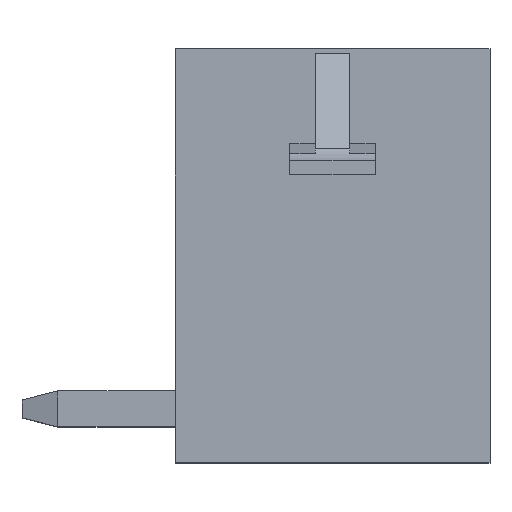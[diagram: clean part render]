
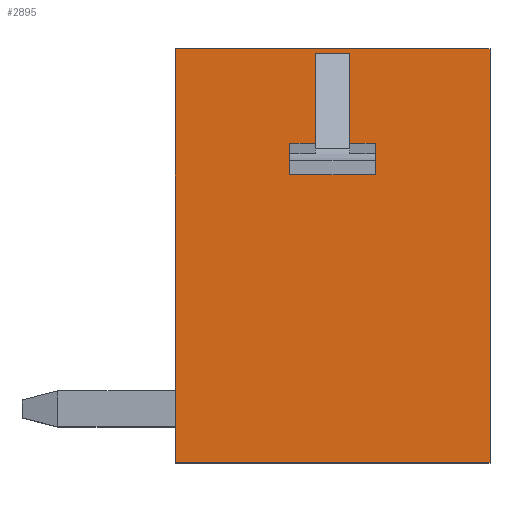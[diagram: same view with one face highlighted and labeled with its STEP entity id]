
A CAD part, top view. The second image highlights one B-rep face of the part: STEP entity #2895.
In plain terms, the highlighted planar face has unit normal (0, 0, 1).
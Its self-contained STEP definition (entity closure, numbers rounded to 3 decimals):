
#756=DIRECTION('',(1.,0.,0.));
#757=VECTOR('',#756,7.);
#758=CARTESIAN_POINT('',(-3.6,-3.853,0.));
#759=LINE('',#758,#757);
#760=DIRECTION('',(0.,-1.,0.));
#761=VECTOR('',#760,9.2);
#762=CARTESIAN_POINT('',(-3.6,5.347,0.));
#763=LINE('',#762,#761);
#764=DIRECTION('',(-1.,0.,0.));
#765=VECTOR('',#764,7.);
#766=CARTESIAN_POINT('',(3.4,5.347,0.));
#767=LINE('',#766,#765);
#768=DIRECTION('',(0.,1.,0.));
#769=VECTOR('',#768,9.2);
#770=CARTESIAN_POINT('',(3.4,-3.853,0.));
#771=LINE('',#770,#769);
#772=DIRECTION('',(0.,1.,0.));
#773=VECTOR('',#772,0.495);
#774=CARTESIAN_POINT('',(0.85,2.747,0.));
#775=LINE('',#774,#773);
#776=DIRECTION('',(-1.,0.,0.));
#777=VECTOR('',#776,0.76);
#778=CARTESIAN_POINT('',(0.28,5.244,0.));
#779=LINE('',#778,#777);
#780=DIRECTION('',(1.,0.,0.));
#781=VECTOR('',#780,0.57);
#782=CARTESIAN_POINT('',(-1.05,3.242,0.));
#783=LINE('',#782,#781);
#784=DIRECTION('',(0.,1.,0.));
#785=VECTOR('',#784,0.495);
#786=CARTESIAN_POINT('',(-1.05,2.747,0.));
#787=LINE('',#786,#785);
#788=DIRECTION('',(-1.,0.,0.));
#789=VECTOR('',#788,1.9);
#790=CARTESIAN_POINT('',(0.85,2.747,0.));
#791=LINE('',#790,#789);
#813=DIRECTION('',(-1.,0.,0.));
#814=VECTOR('',#813,0.57);
#815=CARTESIAN_POINT('',(0.85,3.242,0.));
#816=LINE('',#815,#814);
#817=DIRECTION('',(0.,-1.,0.));
#818=VECTOR('',#817,2.002);
#819=CARTESIAN_POINT('',(0.28,5.244,0.));
#820=LINE('',#819,#818);
#884=DIRECTION('',(0.,1.,0.));
#885=VECTOR('',#884,2.002);
#886=CARTESIAN_POINT('',(-0.48,3.242,0.));
#887=LINE('',#886,#885);
#1513=CARTESIAN_POINT('',(-3.6,-3.853,0.));
#1514=CARTESIAN_POINT('',(3.4,-3.853,0.));
#1515=VERTEX_POINT('',#1513);
#1516=VERTEX_POINT('',#1514);
#1517=CARTESIAN_POINT('',(3.4,5.347,0.));
#1518=VERTEX_POINT('',#1517);
#1519=CARTESIAN_POINT('',(-3.6,5.347,0.));
#1520=VERTEX_POINT('',#1519);
#1939=CARTESIAN_POINT('',(0.85,2.747,0.));
#1940=VERTEX_POINT('',#1939);
#1941=CARTESIAN_POINT('',(-1.05,2.747,0.));
#1942=VERTEX_POINT('',#1941);
#1944=CARTESIAN_POINT('',(-0.48,3.242,0.));
#1946=VERTEX_POINT('',#1944);
#1947=CARTESIAN_POINT('',(-0.48,5.244,0.));
#1948=VERTEX_POINT('',#1947);
#1949=CARTESIAN_POINT('',(-1.05,3.242,0.));
#1950=VERTEX_POINT('',#1949);
#1955=CARTESIAN_POINT('',(0.28,5.244,0.));
#1956=CARTESIAN_POINT('',(0.28,3.242,0.));
#1957=VERTEX_POINT('',#1955);
#1958=VERTEX_POINT('',#1956);
#1961=CARTESIAN_POINT('',(0.85,3.242,0.));
#1962=VERTEX_POINT('',#1961);
#2866=CARTESIAN_POINT('',(0.,0.,0.));
#2867=DIRECTION('',(0.,0.,1.));
#2868=DIRECTION('',(1.,0.,0.));
#2869=AXIS2_PLACEMENT_3D('',#2866,#2867,#2868);
#2870=PLANE('',#2869);
#2871=ORIENTED_EDGE('',*,*,#2550,.F.);
#2872=ORIENTED_EDGE('',*,*,#2446,.F.);
#2873=ORIENTED_EDGE('',*,*,#2301,.F.);
#2874=ORIENTED_EDGE('',*,*,#2647,.F.);
#2875=EDGE_LOOP('',(#2871,#2872,#2873,#2874));
#2876=FACE_OUTER_BOUND('',#2875,.F.);
#2878=ORIENTED_EDGE('',*,*,#2877,.T.);
#2880=ORIENTED_EDGE('',*,*,#2879,.T.);
#2882=ORIENTED_EDGE('',*,*,#2881,.F.);
#2884=ORIENTED_EDGE('',*,*,#2883,.T.);
#2886=ORIENTED_EDGE('',*,*,#2885,.F.);
#2888=ORIENTED_EDGE('',*,*,#2887,.F.);
#2890=ORIENTED_EDGE('',*,*,#2889,.F.);
#2892=ORIENTED_EDGE('',*,*,#2891,.F.);
#2893=EDGE_LOOP('',(#2878,#2880,#2882,#2884,#2886,#2888,#2890,#2892));
#2894=FACE_BOUND('',#2893,.F.);
#2301=EDGE_CURVE('',#1518,#1520,#767,.T.);
#2446=EDGE_CURVE('',#1520,#1515,#763,.T.);
#2550=EDGE_CURVE('',#1515,#1516,#759,.T.);
#2647=EDGE_CURVE('',#1516,#1518,#771,.T.);
#2877=EDGE_CURVE('',#1940,#1962,#775,.T.);
#2879=EDGE_CURVE('',#1962,#1958,#816,.T.);
#2881=EDGE_CURVE('',#1957,#1958,#820,.T.);
#2883=EDGE_CURVE('',#1957,#1948,#779,.T.);
#2885=EDGE_CURVE('',#1946,#1948,#887,.T.);
#2887=EDGE_CURVE('',#1950,#1946,#783,.T.);
#2889=EDGE_CURVE('',#1942,#1950,#787,.T.);
#2891=EDGE_CURVE('',#1940,#1942,#791,.T.);
#2895=ADVANCED_FACE('',(#2876,#2894),#2870,.T.);
